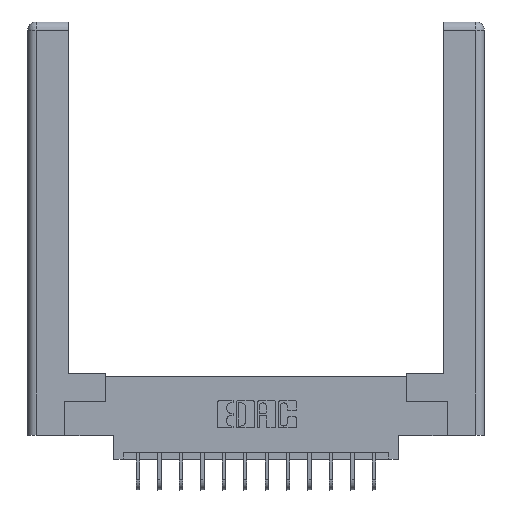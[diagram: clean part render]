
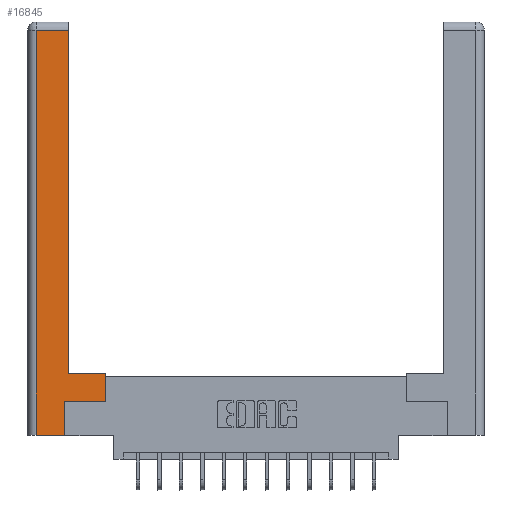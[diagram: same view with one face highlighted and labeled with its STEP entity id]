
A CAD part, top view. The second image highlights one B-rep face of the part: STEP entity #16845.
In plain terms, the highlighted planar face has unit normal (0, 0, 1).
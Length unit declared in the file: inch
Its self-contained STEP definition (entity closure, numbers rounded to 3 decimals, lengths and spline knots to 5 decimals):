
#340 = EDGE_LOOP ( 'NONE', ( #5974, #690, #11359, #9811, #3457, #3917, #6534, #4662 ) ) ;
#690 = ORIENTED_EDGE ( 'NONE', *, *, #7735, .T. ) ;
#698 = AXIS2_PLACEMENT_3D ( 'NONE', #4916, #10077, #12858 ) ;
#1519 = CARTESIAN_POINT ( 'NONE',  ( 0.0615, 0., 0. ) ) ;
#1654 = EDGE_CURVE ( 'NONE', #11296, #10919, #6170, .T. ) ;
#1659 = DIRECTION ( 'NONE',  ( 1., 0., 0. ) ) ;
#1934 = DIRECTION ( 'NONE',  ( -1., 0., 0. ) ) ;
#2288 = VECTOR ( 'NONE', #16734, 39.37008 ) ;
#2584 = EDGE_CURVE ( 'NONE', #17206, #2826, #16047, .T. ) ;
#2673 = DIRECTION ( 'NONE',  ( 0., 1., 0. ) ) ;
#2793 = VECTOR ( 'NONE', #3003, 39.37008 ) ;
#2826 = VERTEX_POINT ( 'NONE', #11773 ) ;
#2980 = LINE ( 'NONE', #12231, #13459 ) ;
#2993 = EDGE_CURVE ( 'NONE', #10919, #17206, #6154, .T. ) ;
#3003 = DIRECTION ( 'NONE',  ( 1., 0., 0. ) ) ;
#3028 = CARTESIAN_POINT ( 'NONE',  ( 0.295, 0.45, 0. ) ) ;
#3072 = VERTEX_POINT ( 'NONE', #12031 ) ;
#3213 = VECTOR ( 'NONE', #1659, 39.37008 ) ;
#3457 = ORIENTED_EDGE ( 'NONE', *, *, #2993, .T. ) ;
#3485 = CARTESIAN_POINT ( 'NONE',  ( 0.265, 0.245, 0. ) ) ;
#3511 = VERTEX_POINT ( 'NONE', #12193 ) ;
#3917 = ORIENTED_EDGE ( 'NONE', *, *, #2584, .T. ) ;
#4662 = ORIENTED_EDGE ( 'NONE', *, *, #6109, .T. ) ;
#4916 = CARTESIAN_POINT ( 'NONE',  ( 0., 0., 0. ) ) ;
#5113 = LINE ( 'NONE', #7306, #2288 ) ;
#5155 = EDGE_CURVE ( 'NONE', #2826, #3072, #14899, .T. ) ;
#5413 = CARTESIAN_POINT ( 'NONE',  ( 0.265, 0., 0. ) ) ;
#5974 = ORIENTED_EDGE ( 'NONE', *, *, #14897, .T. ) ;
#6109 = EDGE_CURVE ( 'NONE', #3072, #15615, #13092, .T. ) ;
#6154 = LINE ( 'NONE', #3485, #16715 ) ;
#6170 = LINE ( 'NONE', #9818, #3213 ) ;
#6534 = ORIENTED_EDGE ( 'NONE', *, *, #5155, .T. ) ;
#7306 = CARTESIAN_POINT ( 'NONE',  ( 0.295, 3., 0. ) ) ;
#7735 = EDGE_CURVE ( 'NONE', #11252, #3511, #17519, .T. ) ;
#8686 = VECTOR ( 'NONE', #1934, 39.37008 ) ;
#9684 = DIRECTION ( 'NONE',  ( -1., 0., 0. ) ) ;
#9811 = ORIENTED_EDGE ( 'NONE', *, *, #1654, .T. ) ;
#9818 = CARTESIAN_POINT ( 'NONE',  ( 0.265, 0., 0. ) ) ;
#10077 = DIRECTION ( 'NONE',  ( 0., 0., -1. ) ) ;
#10753 = CARTESIAN_POINT ( 'NONE',  ( 0.565, 0.245, 0. ) ) ;
#10919 = VERTEX_POINT ( 'NONE', #5413 ) ;
#10947 = DIRECTION ( 'NONE',  ( 0., -1., 0. ) ) ;
#11062 = CARTESIAN_POINT ( 'NONE',  ( 0.295, 2.94, 0. ) ) ;
#11145 = EDGE_CURVE ( 'NONE', #3511, #11296, #2980, .T. ) ;
#11252 = VERTEX_POINT ( 'NONE', #11062 ) ;
#11296 = VERTEX_POINT ( 'NONE', #1519 ) ;
#11359 = ORIENTED_EDGE ( 'NONE', *, *, #11145, .T. ) ;
#11469 = CARTESIAN_POINT ( 'NONE',  ( 0.295, 0.45, 0. ) ) ;
#11753 = DIRECTION ( 'NONE',  ( 0., 1., 0. ) ) ;
#11773 = CARTESIAN_POINT ( 'NONE',  ( 0.565, 0.245, 0. ) ) ;
#12031 = CARTESIAN_POINT ( 'NONE',  ( 0.565, 0.45, 0. ) ) ;
#12193 = CARTESIAN_POINT ( 'NONE',  ( 0.0615, 2.94, 0. ) ) ;
#12231 = CARTESIAN_POINT ( 'NONE',  ( 0.0615, 0., 0. ) ) ;
#12263 = VECTOR ( 'NONE', #9684, 39.37008 ) ;
#12487 = CARTESIAN_POINT ( 'NONE',  ( 0.565, 0.45, 0. ) ) ;
#12858 = DIRECTION ( 'NONE',  ( -1., 0., 0. ) ) ;
#12918 = VECTOR ( 'NONE', #2673, 39.37008 ) ;
#13092 = LINE ( 'NONE', #3028, #12263 ) ;
#13097 = PLANE ( 'NONE',  #698 ) ;
#13459 = VECTOR ( 'NONE', #10947, 39.37008 ) ;
#13824 = CARTESIAN_POINT ( 'NONE',  ( 0.265, 0.245, 0. ) ) ;
#14897 = EDGE_CURVE ( 'NONE', #15615, #11252, #5113, .T. ) ;
#14899 = LINE ( 'NONE', #12487, #12918 ) ;
#15615 = VERTEX_POINT ( 'NONE', #11469 ) ;
#16047 = LINE ( 'NONE', #10753, #2793 ) ;
#16530 = FACE_OUTER_BOUND ( 'NONE', #340, .T. ) ;
#16715 = VECTOR ( 'NONE', #11753, 39.37008 ) ;
#16734 = DIRECTION ( 'NONE',  ( 0., 1., 0. ) ) ;
#16845 = ADVANCED_FACE ( 'NONE', ( #16530 ), #13097, .F. ) ;
#17048 = CARTESIAN_POINT ( 'NONE',  ( 0.0615, 2.94, 0. ) ) ;
#17206 = VERTEX_POINT ( 'NONE', #13824 ) ;
#17519 = LINE ( 'NONE', #17048, #8686 ) ;
